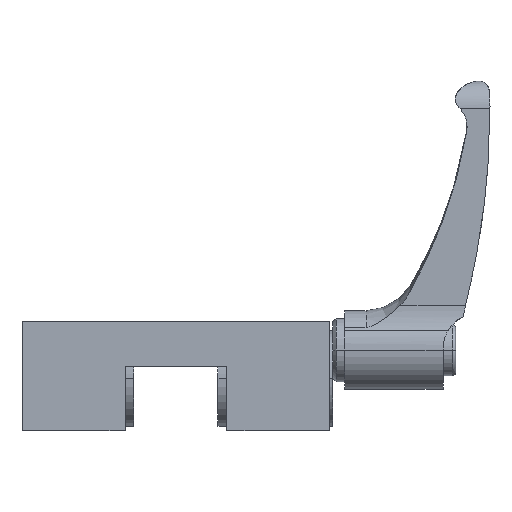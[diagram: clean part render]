
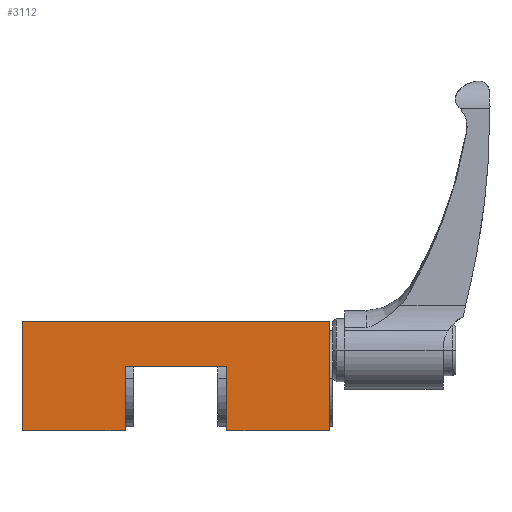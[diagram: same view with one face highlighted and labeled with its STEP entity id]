
A CAD part, top view. The second image highlights one B-rep face of the part: STEP entity #3112.
In plain terms, the highlighted face is planar.
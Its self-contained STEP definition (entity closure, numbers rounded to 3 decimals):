
#6 = DIRECTION ( 'NONE',  ( 0., -1., 0. ) ) ;
#60 = DIRECTION ( 'NONE',  ( 0., -1., 0. ) ) ;
#62 = VERTEX_POINT ( 'NONE', #3124 ) ;
#68 = CARTESIAN_POINT ( 'NONE',  ( -19.5, 0., 0. ) ) ;
#98 = CARTESIAN_POINT ( 'NONE',  ( -19.5, 10., -45. ) ) ;
#111 = DIRECTION ( 'NONE',  ( 0., 1., 0. ) ) ;
#127 = ORIENTED_EDGE ( 'NONE', *, *, #2557, .F. ) ;
#222 = VECTOR ( 'NONE', #1378, 1000. ) ;
#264 = LINE ( 'NONE', #2940, #437 ) ;
#269 = CARTESIAN_POINT ( 'NONE',  ( -19.5, 42., 45. ) ) ;
#333 = CARTESIAN_POINT ( 'NONE',  ( -19.5, 0., 14.9 ) ) ;
#437 = VECTOR ( 'NONE', #60, 1000. ) ;
#455 = ORIENTED_EDGE ( 'NONE', *, *, #2430, .T. ) ;
#468 = CARTESIAN_POINT ( 'NONE',  ( -19.5, 42., -45. ) ) ;
#510 = VERTEX_POINT ( 'NONE', #3304 ) ;
#545 = CARTESIAN_POINT ( 'NONE',  ( -19.5, 28.8, -14.9 ) ) ;
#581 = PLANE ( 'NONE',  #1496 ) ;
#595 = VECTOR ( 'NONE', #845, 1000. ) ;
#659 = EDGE_CURVE ( 'NONE', #3230, #510, #805, .T. ) ;
#742 = LINE ( 'NONE', #468, #1864 ) ;
#805 = LINE ( 'NONE', #1595, #595 ) ;
#845 = DIRECTION ( 'NONE',  ( 0., 1., 0. ) ) ;
#852 = VERTEX_POINT ( 'NONE', #269 ) ;
#871 = CARTESIAN_POINT ( 'NONE',  ( -19.5, 28.8, 0. ) ) ;
#919 = CARTESIAN_POINT ( 'NONE',  ( -19.5, 10., 45. ) ) ;
#986 = VERTEX_POINT ( 'NONE', #919 ) ;
#1039 = CARTESIAN_POINT ( 'NONE',  ( -19.5, 0., -14.9 ) ) ;
#1094 = VECTOR ( 'NONE', #1122, 1000. ) ;
#1122 = DIRECTION ( 'NONE',  ( 0., 0., -1. ) ) ;
#1255 = CARTESIAN_POINT ( 'NONE',  ( -19.5, 10., -14.9 ) ) ;
#1269 = ORIENTED_EDGE ( 'NONE', *, *, #2168, .F. ) ;
#1279 = VECTOR ( 'NONE', #6, 1000. ) ;
#1304 = LINE ( 'NONE', #1039, #1279 ) ;
#1378 = DIRECTION ( 'NONE',  ( 0., 0., -1. ) ) ;
#1444 = DIRECTION ( 'NONE',  ( 0., 0., -1. ) ) ;
#1496 = AXIS2_PLACEMENT_3D ( 'NONE', #68, #3226, #2445 ) ;
#1560 = ORIENTED_EDGE ( 'NONE', *, *, #1820, .F. ) ;
#1595 = CARTESIAN_POINT ( 'NONE',  ( -19.5, 0., -45. ) ) ;
#1602 = LINE ( 'NONE', #2934, #1094 ) ;
#1615 = VERTEX_POINT ( 'NONE', #3073 ) ;
#1637 = LINE ( 'NONE', #871, #1933 ) ;
#1784 = VERTEX_POINT ( 'NONE', #1255 ) ;
#1820 = EDGE_CURVE ( 'NONE', #852, #986, #264, .T. ) ;
#1864 = VECTOR ( 'NONE', #2270, 1000. ) ;
#1933 = VECTOR ( 'NONE', #1444, 1000. ) ;
#2152 = LINE ( 'NONE', #333, #2641 ) ;
#2168 = EDGE_CURVE ( 'NONE', #986, #62, #1602, .T. ) ;
#2270 = DIRECTION ( 'NONE',  ( 0., 0., -1. ) ) ;
#2381 = EDGE_LOOP ( 'NONE', ( #455, #3333, #127, #2961, #3336, #2915, #1269, #1560 ) ) ;
#2430 = EDGE_CURVE ( 'NONE', #852, #510, #742, .T. ) ;
#2445 = DIRECTION ( 'NONE',  ( 0., 0., -1. ) ) ;
#2557 = EDGE_CURVE ( 'NONE', #1784, #3230, #2990, .T. ) ;
#2641 = VECTOR ( 'NONE', #111, 1000. ) ;
#2743 = EDGE_CURVE ( 'NONE', #62, #1615, #2152, .T. ) ;
#2809 = EDGE_CURVE ( 'NONE', #1615, #3078, #1637, .T. ) ;
#2915 = ORIENTED_EDGE ( 'NONE', *, *, #2743, .F. ) ;
#2934 = CARTESIAN_POINT ( 'NONE',  ( -19.5, 10., 0. ) ) ;
#2940 = CARTESIAN_POINT ( 'NONE',  ( -19.5, 0., 45. ) ) ;
#2946 = FACE_OUTER_BOUND ( 'NONE', #2381, .T. ) ;
#2961 = ORIENTED_EDGE ( 'NONE', *, *, #3299, .F. ) ;
#2990 = LINE ( 'NONE', #3209, #222 ) ;
#3073 = CARTESIAN_POINT ( 'NONE',  ( -19.5, 28.8, 14.9 ) ) ;
#3078 = VERTEX_POINT ( 'NONE', #545 ) ;
#3112 = ADVANCED_FACE ( 'NONE', ( #2946 ), #581, .F. ) ;
#3124 = CARTESIAN_POINT ( 'NONE',  ( -19.5, 10., 14.9 ) ) ;
#3209 = CARTESIAN_POINT ( 'NONE',  ( -19.5, 10., 0. ) ) ;
#3226 = DIRECTION ( 'NONE',  ( 1., 0., 0. ) ) ;
#3230 = VERTEX_POINT ( 'NONE', #98 ) ;
#3299 = EDGE_CURVE ( 'NONE', #3078, #1784, #1304, .T. ) ;
#3304 = CARTESIAN_POINT ( 'NONE',  ( -19.5, 42., -45. ) ) ;
#3333 = ORIENTED_EDGE ( 'NONE', *, *, #659, .F. ) ;
#3336 = ORIENTED_EDGE ( 'NONE', *, *, #2809, .F. ) ;
